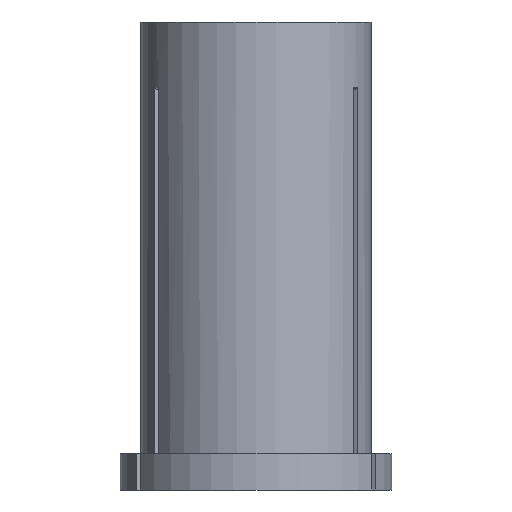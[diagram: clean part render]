
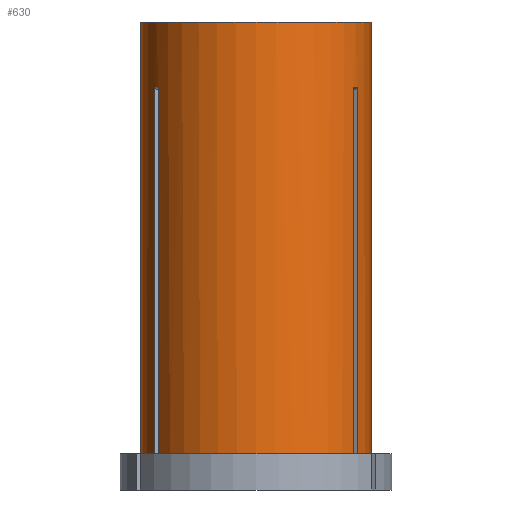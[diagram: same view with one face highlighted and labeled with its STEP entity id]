
A CAD part, front view. The second image highlights one B-rep face of the part: STEP entity #630.
In plain terms, the highlighted cylindrical face has radius 15.875 mm (diameter 31.75 mm), a partial arc.
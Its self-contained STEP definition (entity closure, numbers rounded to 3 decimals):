
#31 = CARTESIAN_POINT ( 'NONE',  ( 15.875, 0., -59.6 ) ) ;
#36 = ORIENTED_EDGE ( 'NONE', *, *, #1114, .F. ) ;
#40 = ORIENTED_EDGE ( 'NONE', *, *, #663, .T. ) ;
#59 = VERTEX_POINT ( 'NONE', #932 ) ;
#103 = DIRECTION ( 'NONE',  ( 1., 0., 0. ) ) ;
#108 = DIRECTION ( 'NONE',  ( 0., 0., 1. ) ) ;
#118 = ORIENTED_EDGE ( 'NONE', *, *, #1119, .T. ) ;
#122 = ORIENTED_EDGE ( 'NONE', *, *, #1245, .F. ) ;
#130 = CARTESIAN_POINT ( 'NONE',  ( -15.875, 0., 0. ) ) ;
#141 = ORIENTED_EDGE ( 'NONE', *, *, #829, .T. ) ;
#143 = LINE ( 'NONE', #634, #1040 ) ;
#156 = VERTEX_POINT ( 'NONE', #1344 ) ;
#158 = CIRCLE ( 'NONE', #1143, 15.875 ) ;
#172 = VERTEX_POINT ( 'NONE', #211 ) ;
#175 = CARTESIAN_POINT ( 'NONE',  ( -13.991, -7.501, 0. ) ) ;
#177 = AXIS2_PLACEMENT_3D ( 'NONE', #1043, #182, #716 ) ;
#182 = DIRECTION ( 'NONE',  ( 0., 0., 1. ) ) ;
#188 = CARTESIAN_POINT ( 'NONE',  ( 13.913, -7.647, -9.002 ) ) ;
#199 = DIRECTION ( 'NONE',  ( 0., 0., 1. ) ) ;
#205 = AXIS2_PLACEMENT_3D ( 'NONE', #462, #574, #893 ) ;
#211 = CARTESIAN_POINT ( 'NONE',  ( 13.991, -7.501, -9.006 ) ) ;
#221 = B_SPLINE_CURVE_WITH_KNOTS ( 'NONE', 3,
 ( #1328, #604, #1228, #915, #598, #380 ),
 .UNSPECIFIED., .F., .F.,
 ( 4, 2, 4 ),
 ( 0.089, 0.09, 0.09 ),
 .UNSPECIFIED. ) ;
#231 = VERTEX_POINT ( 'NONE', #537 ) ;
#235 = VECTOR ( 'NONE', #1118, 1000. ) ;
#248 = DIRECTION ( 'NONE',  ( 0., 0., 1. ) ) ;
#261 = CARTESIAN_POINT ( 'NONE',  ( 0., 0., -59.6 ) ) ;
#263 = VERTEX_POINT ( 'NONE', #436 ) ;
#280 = VECTOR ( 'NONE', #1287, 1000. ) ;
#292 = VECTOR ( 'NONE', #248, 1000. ) ;
#338 = CARTESIAN_POINT ( 'NONE',  ( 13.991, -7.501, 0. ) ) ;
#342 = VERTEX_POINT ( 'NONE', #31 ) ;
#378 = FACE_OUTER_BOUND ( 'NONE', #474, .T. ) ;
#380 = CARTESIAN_POINT ( 'NONE',  ( -13.491, -8.367, -9.006 ) ) ;
#403 = EDGE_CURVE ( 'NONE', #621, #172, #978, .T. ) ;
#423 = VERTEX_POINT ( 'NONE', #1250 ) ;
#425 = DIRECTION ( 'NONE',  ( 0., 0., 1. ) ) ;
#428 = ORIENTED_EDGE ( 'NONE', *, *, #557, .T. ) ;
#434 = CYLINDRICAL_SURFACE ( 'NONE', #205, 15.875 ) ;
#436 = CARTESIAN_POINT ( 'NONE',  ( -15.875, 0., 0. ) ) ;
#448 = CARTESIAN_POINT ( 'NONE',  ( 15.875, 0., 0. ) ) ;
#462 = CARTESIAN_POINT ( 'NONE',  ( 0., 0., 0. ) ) ;
#474 = EDGE_LOOP ( 'NONE', ( #36, #40, #1280, #1113, #122, #819, #141, #1220, #1013, #118, #428, #659 ) ) ;
#481 = AXIS2_PLACEMENT_3D ( 'NONE', #854, #883, #560 ) ;
#537 = CARTESIAN_POINT ( 'NONE',  ( 13.991, -7.501, -59.6 ) ) ;
#545 = VERTEX_POINT ( 'NONE', #448 ) ;
#557 = EDGE_CURVE ( 'NONE', #342, #545, #1274, .T. ) ;
#560 = DIRECTION ( 'NONE',  ( 1., 0., 0. ) ) ;
#574 = DIRECTION ( 'NONE',  ( 0., 0., 1. ) ) ;
#591 = CARTESIAN_POINT ( 'NONE',  ( -13.491, -8.367, -59.6 ) ) ;
#598 = CARTESIAN_POINT ( 'NONE',  ( -13.579, -8.226, -9.002 ) ) ;
#604 = CARTESIAN_POINT ( 'NONE',  ( -13.912, -7.648, -9.002 ) ) ;
#614 = VERTEX_POINT ( 'NONE', #591 ) ;
#621 = VERTEX_POINT ( 'NONE', #1210 ) ;
#630 = ADVANCED_FACE ( 'NONE', ( #378 ), #434, .T. ) ;
#634 = CARTESIAN_POINT ( 'NONE',  ( 13.491, -8.367, 0. ) ) ;
#659 = ORIENTED_EDGE ( 'NONE', *, *, #1173, .F. ) ;
#663 = EDGE_CURVE ( 'NONE', #692, #1064, #1112, .T. ) ;
#692 = VERTEX_POINT ( 'NONE', #1336 ) ;
#695 = CIRCLE ( 'NONE', #177, 15.875 ) ;
#715 = EDGE_CURVE ( 'NONE', #59, #156, #221, .T. ) ;
#716 = DIRECTION ( 'NONE',  ( 1., 0., 0. ) ) ;
#717 = AXIS2_PLACEMENT_3D ( 'NONE', #261, #999, #1107 ) ;
#723 = VECTOR ( 'NONE', #1091, 1000. ) ;
#745 = CARTESIAN_POINT ( 'NONE',  ( 0., 0., 0. ) ) ;
#758 = EDGE_CURVE ( 'NONE', #1064, #59, #1094, .T. ) ;
#763 = CIRCLE ( 'NONE', #481, 15.875 ) ;
#785 = CARTESIAN_POINT ( 'NONE',  ( 15.875, 0., 0. ) ) ;
#799 = LINE ( 'NONE', #338, #1365 ) ;
#819 = ORIENTED_EDGE ( 'NONE', *, *, #872, .T. ) ;
#829 = EDGE_CURVE ( 'NONE', #423, #621, #143, .T. ) ;
#854 = CARTESIAN_POINT ( 'NONE',  ( 0., 0., -59.6 ) ) ;
#872 = EDGE_CURVE ( 'NONE', #614, #423, #695, .T. ) ;
#883 = DIRECTION ( 'NONE',  ( 0., 0., 1. ) ) ;
#893 = DIRECTION ( 'NONE',  ( 1., 0., 0. ) ) ;
#915 = CARTESIAN_POINT ( 'NONE',  ( -13.664, -8.083, -9. ) ) ;
#920 = CARTESIAN_POINT ( 'NONE',  ( 13.58, -8.224, -9.002 ) ) ;
#932 = CARTESIAN_POINT ( 'NONE',  ( -13.991, -7.501, -9.006 ) ) ;
#938 = CARTESIAN_POINT ( 'NONE',  ( 13.751, -7.938, -8.998 ) ) ;
#961 = EDGE_CURVE ( 'NONE', #231, #172, #799, .T. ) ;
#972 = CARTESIAN_POINT ( 'NONE',  ( -13.491, -8.367, 0. ) ) ;
#978 = B_SPLINE_CURVE_WITH_KNOTS ( 'NONE', 3,
 ( #1230, #920, #938, #188, #1338 ),
 .UNSPECIFIED., .F., .F.,
 ( 4, 1, 4 ),
 ( 0.098, 0.098, 0.099 ),
 .UNSPECIFIED. ) ;
#999 = DIRECTION ( 'NONE',  ( 0., 0., 1. ) ) ;
#1013 = ORIENTED_EDGE ( 'NONE', *, *, #961, .F. ) ;
#1040 = VECTOR ( 'NONE', #199, 1000. ) ;
#1043 = CARTESIAN_POINT ( 'NONE',  ( 0., 0., -59.6 ) ) ;
#1064 = VERTEX_POINT ( 'NONE', #1197 ) ;
#1091 = DIRECTION ( 'NONE',  ( 0., 0., 1. ) ) ;
#1094 = LINE ( 'NONE', #175, #235 ) ;
#1107 = DIRECTION ( 'NONE',  ( 1., 0., 0. ) ) ;
#1112 = CIRCLE ( 'NONE', #717, 15.875 ) ;
#1113 = ORIENTED_EDGE ( 'NONE', *, *, #715, .T. ) ;
#1114 = EDGE_CURVE ( 'NONE', #692, #263, #1133, .T. ) ;
#1118 = DIRECTION ( 'NONE',  ( 0., 0., 1. ) ) ;
#1119 = EDGE_CURVE ( 'NONE', #231, #342, #763, .T. ) ;
#1133 = LINE ( 'NONE', #130, #723 ) ;
#1143 = AXIS2_PLACEMENT_3D ( 'NONE', #745, #425, #103 ) ;
#1173 = EDGE_CURVE ( 'NONE', #263, #545, #158, .T. ) ;
#1174 = LINE ( 'NONE', #972, #292 ) ;
#1197 = CARTESIAN_POINT ( 'NONE',  ( -13.991, -7.501, -59.6 ) ) ;
#1210 = CARTESIAN_POINT ( 'NONE',  ( 13.491, -8.367, -9.006 ) ) ;
#1220 = ORIENTED_EDGE ( 'NONE', *, *, #403, .T. ) ;
#1228 = CARTESIAN_POINT ( 'NONE',  ( -13.831, -7.794, -9. ) ) ;
#1230 = CARTESIAN_POINT ( 'NONE',  ( 13.491, -8.367, -9.006 ) ) ;
#1245 = EDGE_CURVE ( 'NONE', #614, #156, #1174, .T. ) ;
#1250 = CARTESIAN_POINT ( 'NONE',  ( 13.491, -8.367, -59.6 ) ) ;
#1274 = LINE ( 'NONE', #785, #280 ) ;
#1280 = ORIENTED_EDGE ( 'NONE', *, *, #758, .T. ) ;
#1287 = DIRECTION ( 'NONE',  ( 0., 0., 1. ) ) ;
#1328 = CARTESIAN_POINT ( 'NONE',  ( -13.991, -7.501, -9.006 ) ) ;
#1336 = CARTESIAN_POINT ( 'NONE',  ( -15.875, 0., -59.6 ) ) ;
#1338 = CARTESIAN_POINT ( 'NONE',  ( 13.991, -7.501, -9.006 ) ) ;
#1344 = CARTESIAN_POINT ( 'NONE',  ( -13.491, -8.367, -9.006 ) ) ;
#1365 = VECTOR ( 'NONE', #108, 1000. ) ;
